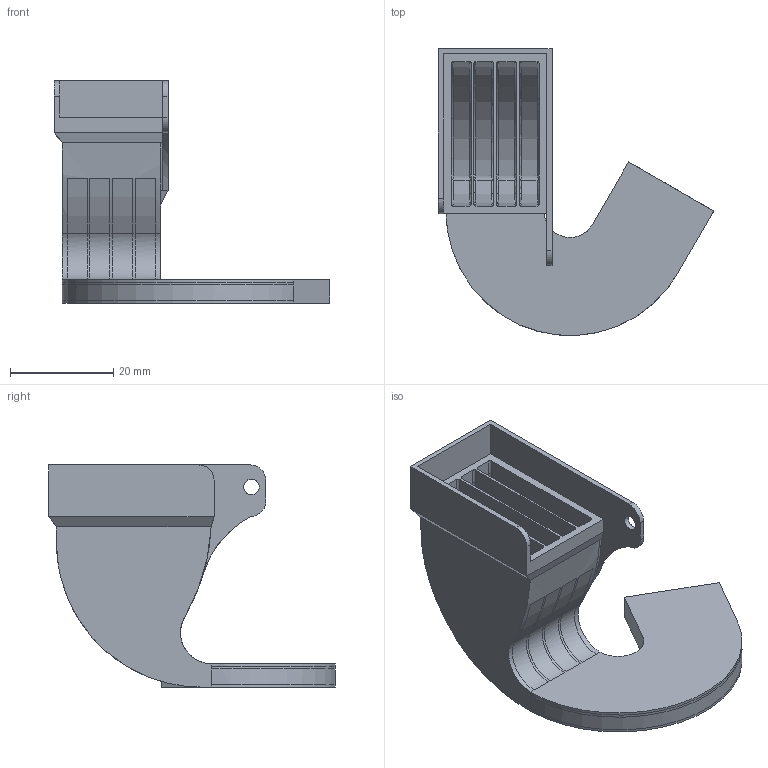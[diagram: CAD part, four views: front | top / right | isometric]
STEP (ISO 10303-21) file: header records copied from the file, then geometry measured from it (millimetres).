
FILE_DESCRIPTION(/* description */ (''),/* implementation_level */ '2;1');
FILE_NAME(/* name */ 'L',/* time_stamp */ '2021-01-16T01:11:15+03:00',/* author */ (''),/* organization */ (''),/* preprocessor_version */ 'ST-DEVELOPER v16.5',/* originating_system */ '',/* authorisation */ '');
FILE_SCHEMA (('AUTOMOTIVE_DESIGN'));
Length unit declared in the file: millimetre
Products named in the file (1): Document
Bounding box: 53.28 x 55.46 x 43 mm (x, y, z)
Volume: 7439.2 mm3; surface area: 17771.9 mm2
Topology: 1 solids, 1 shells, 216 faces, 569 edges, 355 vertices
Faces by surface type: bspline 165, plane 51
Entity records: 11275 total; most frequent: CARTESIAN_POINT 8065, ORIENTED_EDGE 1138, EDGE_CURVE 569, VERTEX_POINT 355, B_SPLINE_CURVE_WITH_KNOTS 298, EDGE_LOOP 226, ADVANCED_FACE 216, FACE_OUTER_BOUND 216
